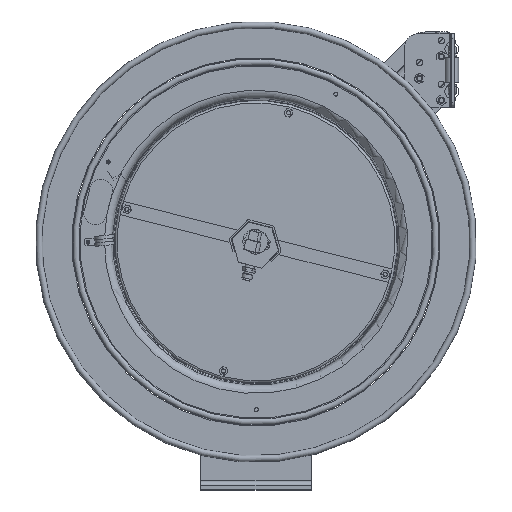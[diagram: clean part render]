
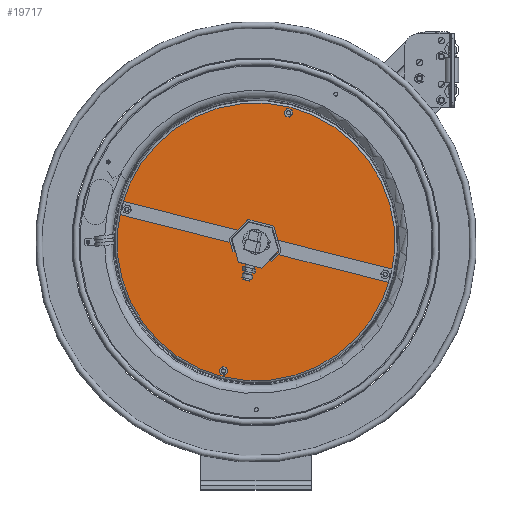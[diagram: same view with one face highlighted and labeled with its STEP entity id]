
A CAD part, top view. The second image highlights one B-rep face of the part: STEP entity #19717.
In plain terms, the highlighted planar face has unit normal (0, 0, 1).
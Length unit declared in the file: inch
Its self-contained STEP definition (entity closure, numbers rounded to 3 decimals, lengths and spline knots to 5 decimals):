
#1229=FACE_BOUND('',#2651,.T.);
#1230=FACE_BOUND('',#2652,.T.);
#1231=FACE_BOUND('',#2653,.T.);
#1232=FACE_BOUND('',#2654,.T.);
#1233=FACE_BOUND('',#2655,.T.);
#1609=CIRCLE('',#20396,7.5648);
#1610=CIRCLE('',#20397,0.1405);
#1611=CIRCLE('',#20398,0.1405);
#1612=CIRCLE('',#20399,0.1405);
#1613=CIRCLE('',#20400,0.1405);
#1614=CIRCLE('',#20401,0.655);
#2235=FACE_OUTER_BOUND('',#2650,.T.);
#2650=EDGE_LOOP('',(#15157));
#2651=EDGE_LOOP('',(#15158));
#2652=EDGE_LOOP('',(#15159));
#2653=EDGE_LOOP('',(#15160));
#2654=EDGE_LOOP('',(#15161));
#2655=EDGE_LOOP('',(#15162));
#7707=VERTEX_POINT('',#26080);
#7708=VERTEX_POINT('',#26082);
#7709=VERTEX_POINT('',#26084);
#7710=VERTEX_POINT('',#26086);
#7711=VERTEX_POINT('',#26088);
#7712=VERTEX_POINT('',#26090);
#11280=EDGE_CURVE('',#7707,#7707,#1609,.T.);
#11281=EDGE_CURVE('',#7708,#7708,#1610,.T.);
#11282=EDGE_CURVE('',#7709,#7709,#1611,.T.);
#11283=EDGE_CURVE('',#7710,#7710,#1612,.T.);
#11284=EDGE_CURVE('',#7711,#7711,#1613,.T.);
#11285=EDGE_CURVE('',#7712,#7712,#1614,.T.);
#15157=ORIENTED_EDGE('',*,*,#11280,.F.);
#15158=ORIENTED_EDGE('',*,*,#11281,.T.);
#15159=ORIENTED_EDGE('',*,*,#11282,.T.);
#15160=ORIENTED_EDGE('',*,*,#11283,.T.);
#15161=ORIENTED_EDGE('',*,*,#11284,.T.);
#15162=ORIENTED_EDGE('',*,*,#11285,.T.);
#19073=PLANE('',#20395);
#19717=ADVANCED_FACE('',(#2235,#1229,#1230,#1231,#1232,#1233),#19073,.T.);
#20395=AXIS2_PLACEMENT_3D('',#26079,#21755,#21756);
#20396=AXIS2_PLACEMENT_3D('',#26081,#21757,#21758);
#20397=AXIS2_PLACEMENT_3D('',#26083,#21759,#21760);
#20398=AXIS2_PLACEMENT_3D('',#26085,#21761,#21762);
#20399=AXIS2_PLACEMENT_3D('',#26087,#21763,#21764);
#20400=AXIS2_PLACEMENT_3D('',#26089,#21765,#21766);
#20401=AXIS2_PLACEMENT_3D('',#26091,#21767,#21768);
#21755=DIRECTION('center_axis',(0.,0.,
1.));
#21756=DIRECTION('ref_axis',(0.244,0.97,0.));
#21757=DIRECTION('center_axis',(0.,0.,
-1.));
#21758=DIRECTION('ref_axis',(-0.97,0.244,0.));
#21759=DIRECTION('center_axis',(0.,0.,
-1.));
#21760=DIRECTION('ref_axis',(-0.97,0.244,0.));
#21761=DIRECTION('center_axis',(0.,0.,
-1.));
#21762=DIRECTION('ref_axis',(-0.97,0.244,0.));
#21763=DIRECTION('center_axis',(0.,0.,
-1.));
#21764=DIRECTION('ref_axis',(-0.97,0.244,0.));
#21765=DIRECTION('center_axis',(0.,0.,
-1.));
#21766=DIRECTION('ref_axis',(-0.97,0.244,0.));
#21767=DIRECTION('center_axis',(0.,0.,
-1.));
#21768=DIRECTION('ref_axis',(0.97,-0.244,0.));
#26079=CARTESIAN_POINT('Origin',(-3.66771,0.91437,5.165));
#26080=CARTESIAN_POINT('',(-7.33542,1.83873,5.165));
#26081=CARTESIAN_POINT('Origin',(0.,-0.01,
5.165));
#26082=CARTESIAN_POINT('',(-7.16641,1.79613,5.165));
#26083=CARTESIAN_POINT('Origin',(-7.03017,1.7618,5.165));
#26084=CARTESIAN_POINT('',(6.89393,-1.74746,5.165));
#26085=CARTESIAN_POINT('Origin',(7.03017,-1.7818,5.165));
#26086=CARTESIAN_POINT('',(-1.90804,-7.00583,5.165));
#26087=CARTESIAN_POINT('Origin',(-1.7718,-7.04017,5.165));
#26088=CARTESIAN_POINT('',(1.63556,7.0545,5.165));
#26089=CARTESIAN_POINT('Origin',(1.7718,7.02017,5.165));
#26090=CARTESIAN_POINT('',(-0.63514,0.15007,5.165));
#26091=CARTESIAN_POINT('Origin',(0.,-0.01,
5.165));
